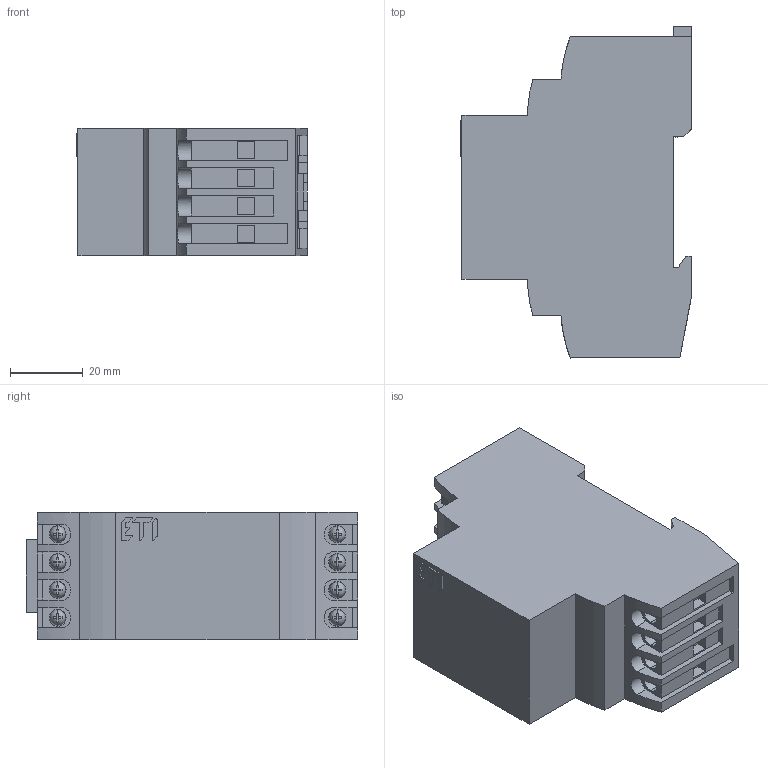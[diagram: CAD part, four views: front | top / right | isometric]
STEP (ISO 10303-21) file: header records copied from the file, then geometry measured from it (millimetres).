
FILE_DESCRIPTION((''),'2;1');
FILE_NAME('NEW_ASM','2020-11-16T',('marketing.praksa'),('Audax d.o.o.'),'CREO PARAMETRIC BY PTC INC, 2017480','CREO PARAMETRIC BY PTC INC, 2017480','');
FILE_SCHEMA(('AUTOMOTIVE_DESIGN { 1 0 10303 214 1 1 1 1 }'));
Length unit declared in the file: millimetre
Products named in the file (17): OPEN_CASCADE_STEP_TRANSLATOR-81; OPEN_CASCADE_STEP_TRANSLAT-2580; OPEN_CASCADE_STEP_TRANSLAT-4132; OPEN_CASCADE_STEP_TRANSLAT-5684; OPEN_CASCADE_STEP_TRANSLAT-7236; OPEN_CASCADE_STEP_TRANSLAT-8788; OPEN_CASCADE_STEP_TRANSLAT-9473; OPEN_CASCADE_STEP_TRANSLA-10806; OPEN_CASCADE_STEP_TRANSLA-12787; OPEN_CASCADE_STEP_TRANSLA-14339; OPEN_CASCADE_STEP_TRANSLA-15891; OPEN_CASCADE_STEP_TRANSLA-17443; OPEN_CASCADE_STEP_TRANSLA-18995; OPEN_CASCADE_STEP_TRANSLA-32002; OPEN_CASCADE_STEP_TRANSLA-32091; OPEN_CASCADE_STEP_TRANSLATOR-10_ASM; NEW_ASM
Assembly tree (16 placements, depth 3):
  NEW_ASM
    OPEN_CASCADE_STEP_TRANSLATOR-10_ASM
      OPEN_CASCADE_STEP_TRANSLATOR-81
      OPEN_CASCADE_STEP_TRANSLAT-2580
      OPEN_CASCADE_STEP_TRANSLAT-4132
      OPEN_CASCADE_STEP_TRANSLAT-5684
      OPEN_CASCADE_STEP_TRANSLAT-7236
      OPEN_CASCADE_STEP_TRANSLAT-8788
      OPEN_CASCADE_STEP_TRANSLAT-9473
      OPEN_CASCADE_STEP_TRANSLA-10806
      OPEN_CASCADE_STEP_TRANSLA-12787
      OPEN_CASCADE_STEP_TRANSLA-14339
      OPEN_CASCADE_STEP_TRANSLA-15891
      OPEN_CASCADE_STEP_TRANSLA-17443
      OPEN_CASCADE_STEP_TRANSLA-18995
      OPEN_CASCADE_STEP_TRANSLA-32002
      OPEN_CASCADE_STEP_TRANSLA-32091
Bounding box: 63.32 x 91.2 x 35 mm (x, y, z)
Volume: 142897.8 mm3; surface area: 23835 mm2
Topology: 13 solids, 15 shells, 388 faces, 1055 edges, 700 vertices
Faces by surface type: plane 318, cylinder 52, sphere 16, bspline 2
Entity records: 21293 total; most frequent: CARTESIAN_POINT 4464, DIRECTION 2163, ORIENTED_EDGE 2090, PRESENTATION_STYLE_ASSIGNMENT 1436, STYLED_ITEM 1436, EDGE_CURVE 1047, CURVE_STYLE 1039, VECTOR 767
